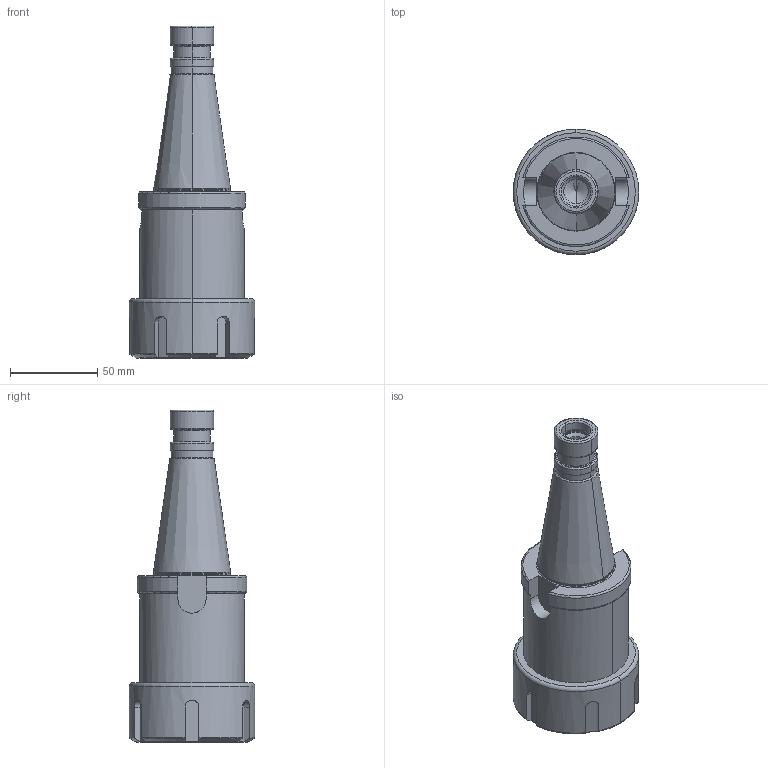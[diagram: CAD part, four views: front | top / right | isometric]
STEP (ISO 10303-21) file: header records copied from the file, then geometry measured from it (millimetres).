
FILE_DESCRIPTION((''),'2;1');
FILE_NAME('401_01_32','2020-11-30T',('103090'),(''),'CREO PARAMETRIC BY PTC INC, 2016260','CREO PARAMETRIC BY PTC INC, 2016260','');
FILE_SCHEMA(('CONFIG_CONTROL_DESIGN'));
Length unit declared in the file: millimetre
Products named in the file (1): 401_01_32
Bounding box: 72 x 72 x 190.4 mm (x, y, z)
Volume: 273742.8 mm3; surface area: 54860.6 mm2
Topology: 1 solids, 3 shells, 194 faces, 453 edges, 275 vertices
Faces by surface type: cylinder 56, torus 50, plane 44, cone 44
Entity records: 6027 total; most frequent: CARTESIAN_POINT 1545, DIRECTION 987, ORIENTED_EDGE 902, EDGE_CURVE 451, AXIS2_PLACEMENT_3D 421, VERTEX_POINT 275, CIRCLE 224, EDGE_LOOP 206
